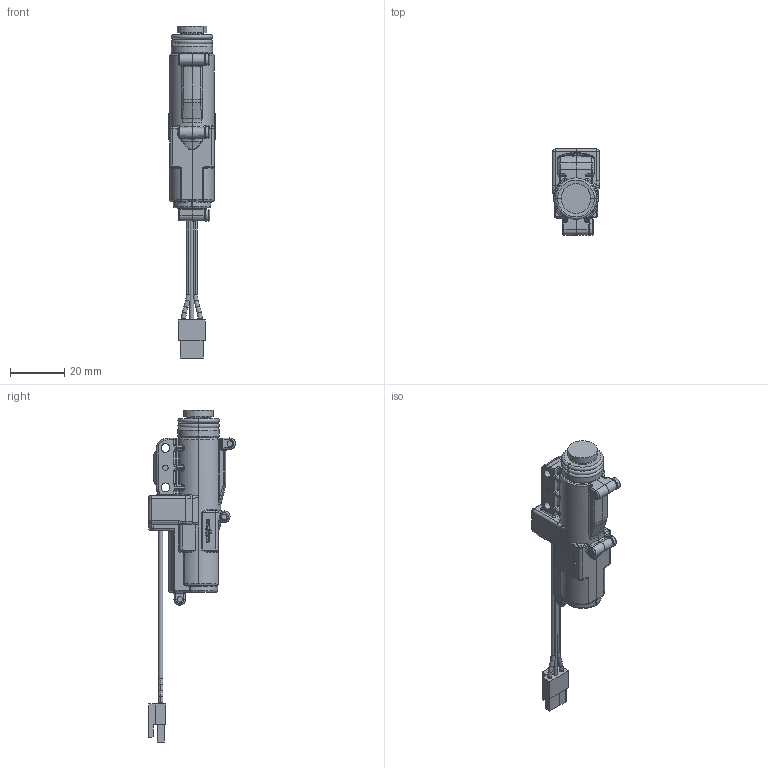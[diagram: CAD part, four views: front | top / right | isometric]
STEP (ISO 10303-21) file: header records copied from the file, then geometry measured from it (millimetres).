
FILE_DESCRIPTION (( 'STEP AP214' ), '1' );
FILE_NAME ('Southco-AC-EM-100-5011-1.STEP', '2021-01-30T18:21:04', ( '' ), ( '' ), 'SwSTEP 2.0', 'SolidWorks 2020', '' );
FILE_SCHEMA (( 'AUTOMOTIVE_DESIGN' ));
Length unit declared in the file: millimetre
Products named in the file (7): Southco-AC-EM-100-5011-1; AC-EM-100-5011-1.sldasm-Part-3; AC-EM-100-5011-1.sldasm-Part-6; AC-EM-100-5011-1.sldasm-Part-1; AC-EM-100-5011-1.sldasm-Part-2; AC-EM-100-5011-1.sldasm-Part-5; AC-EM-100-5011-1.sldasm-Part-4
Assembly tree (9 placements, depth 2):
  Southco-AC-EM-100-5011-1
    AC-EM-100-5011-1.sldasm-Part-1
    AC-EM-100-5011-1.sldasm-Part-2
    AC-EM-100-5011-1.sldasm-Part-3
    AC-EM-100-5011-1.sldasm-Part-4  x4
    AC-EM-100-5011-1.sldasm-Part-5
    AC-EM-100-5011-1.sldasm-Part-6
Bounding box: 17.4 x 32.13 x 122.68 mm (x, y, z)
Volume: 20354.8 mm3; surface area: 12045.5 mm2
Topology: 9 solids, 9 shells, 1134 faces, 2734 edges, 1612 vertices
Faces by surface type: cylinder 343, plane 277, bspline 223, torus 151, sphere 76, cone 64
Entity records: 34678 total; most frequent: CARTESIAN_POINT 13357, ORIENTED_EDGE 4590, DIRECTION 4007, EDGE_CURVE 2295, AXIS2_PLACEMENT_3D 1586, VERTEX_POINT 1378, EDGE_LOOP 1021, FACE_OUTER_BOUND 960
